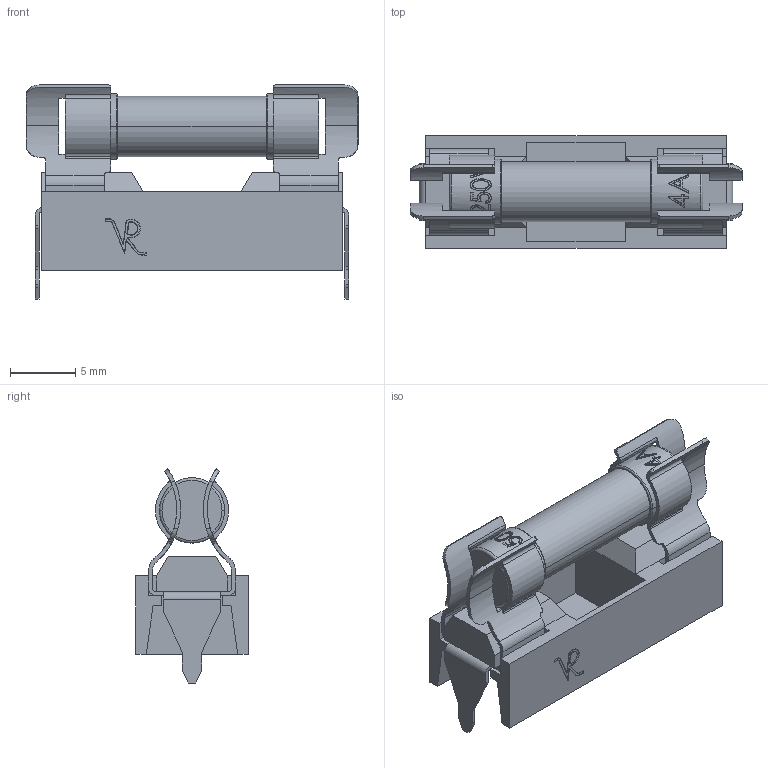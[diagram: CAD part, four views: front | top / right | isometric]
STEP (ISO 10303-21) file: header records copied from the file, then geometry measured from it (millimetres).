
FILE_DESCRIPTION (( 'STEP AP214' ), '1' );
FILE_NAME ('saugiklio laikiklis.STEP', '2018-04-19T18:37:07', ( '' ), ( '' ), 'SwSTEP 2.0', 'SolidWorks 2016', '' );
FILE_SCHEMA (( 'AUTOMOTIVE_DESIGN' ));
Length unit declared in the file: millimetre
Products named in the file (1): saugiklio laikiklis
Bounding box: 25.4 x 8.6 x 16.37 mm (x, y, z)
Volume: 848.8 mm3; surface area: 2707.4 mm2
Topology: 7 solids, 7 shells, 469 faces, 1251 edges, 801 vertices
Faces by surface type: plane 180, cylinder 164, bspline 80, torus 45
Entity records: 20366 total; most frequent: CARTESIAN_POINT 8132, ORIENTED_EDGE 2502, DIRECTION 2119, EDGE_CURVE 1251, VERTEX_POINT 801, AXIS2_PLACEMENT_3D 780, LINE 559, VECTOR 559
